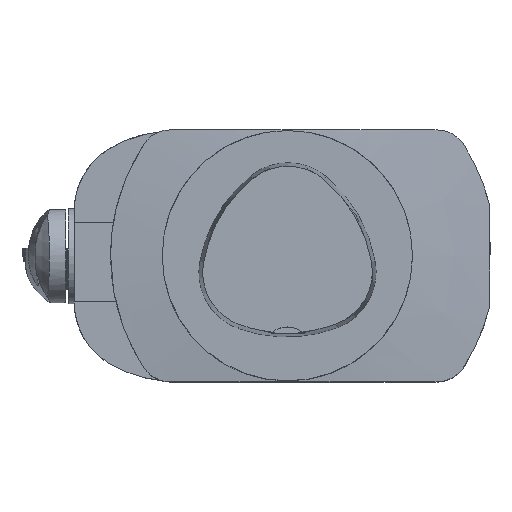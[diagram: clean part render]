
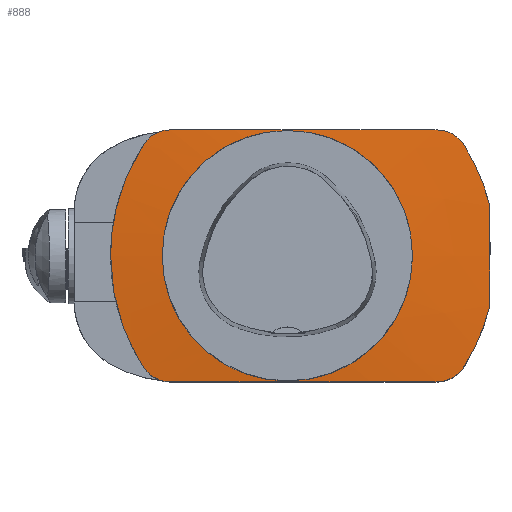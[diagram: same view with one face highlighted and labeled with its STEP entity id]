
A CAD part, top view. The second image highlights one B-rep face of the part: STEP entity #888.
In plain terms, the highlighted conical face has half-angle 85 degrees and reference radius 31.5 mm.
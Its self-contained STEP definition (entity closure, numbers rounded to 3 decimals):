
#309=B_SPLINE_CURVE_WITH_KNOTS('',3,(#11094,#11095,#11096,#11097,#11098,
#11099),.UNSPECIFIED.,.F.,.F.,(4,2,4),(0.,0.5,1.),.UNSPECIFIED.);
#310=B_SPLINE_CURVE_WITH_KNOTS('',3,(#11119,#11120,#11121,#11122,#11123,
#11124,#11125,#11126,#11127,#11128),.UNSPECIFIED.,.F.,.F.,(4,2,2,2,4),(0.,
0.25,0.5,0.75,1.),.UNSPECIFIED.);
#313=B_SPLINE_CURVE_WITH_KNOTS('',3,(#11173,#11174,#11175,#11176),
 .UNSPECIFIED.,.F.,.F.,(4,4),(0.,1.),.UNSPECIFIED.);
#314=B_SPLINE_CURVE_WITH_KNOTS('',3,(#11177,#11178,#11179,#11180),
 .UNSPECIFIED.,.F.,.F.,(4,4),(0.,1.),.UNSPECIFIED.);
#315=B_SPLINE_CURVE_WITH_KNOTS('',3,(#11182,#11183,#11184,#11185,#11186,
#11187),.UNSPECIFIED.,.F.,.F.,(4,2,4),(0.,0.5,1.),.UNSPECIFIED.);
#316=B_SPLINE_CURVE_WITH_KNOTS('',3,(#11189,#11190,#11191,#11192),
 .UNSPECIFIED.,.F.,.F.,(4,4),(0.,1.),.UNSPECIFIED.);
#317=B_SPLINE_CURVE_WITH_KNOTS('',3,(#11193,#11194,#11195,#11196),
 .UNSPECIFIED.,.F.,.F.,(4,4),(0.,1.),.UNSPECIFIED.);
#318=B_SPLINE_CURVE_WITH_KNOTS('',3,(#11197,#11198,#11199,#11200),
 .UNSPECIFIED.,.F.,.F.,(4,4),(0.,1.),.UNSPECIFIED.);
#619=CONICAL_SURFACE('',#8135,31.5,85.);
#739=FACE_BOUND('',#2065,.T.);
#740=FACE_BOUND('',#2066,.T.);
#888=ADVANCED_FACE('',(#739,#740),#619,.T.);
#2065=EDGE_LOOP('',(#2915));
#2066=EDGE_LOOP('',(#2916,#2917,#2918,#2919,#2920,#2921,#2922,#2923,#2924,
#2925));
#2565=CIRCLE('',#8103,31.5);
#2574=CIRCLE('',#8130,52.5);
#2576=CIRCLE('',#8133,52.5);
#2915=ORIENTED_EDGE('',*,*,#5821,.T.);
#2916=ORIENTED_EDGE('',*,*,#5878,.F.);
#2917=ORIENTED_EDGE('',*,*,#5876,.F.);
#2918=ORIENTED_EDGE('',*,*,#5879,.T.);
#2919=ORIENTED_EDGE('',*,*,#5880,.F.);
#2920=ORIENTED_EDGE('',*,*,#5881,.T.);
#2921=ORIENTED_EDGE('',*,*,#5861,.T.);
#2922=ORIENTED_EDGE('',*,*,#5882,.T.);
#2923=ORIENTED_EDGE('',*,*,#5850,.F.);
#2924=ORIENTED_EDGE('',*,*,#5883,.T.);
#2925=ORIENTED_EDGE('',*,*,#5872,.F.);
#5053=VERTEX_POINT('',#11037);
#5079=VERTEX_POINT('',#11093);
#5080=VERTEX_POINT('',#11100);
#5084=VERTEX_POINT('',#11118);
#5085=VERTEX_POINT('',#11129);
#5091=VERTEX_POINT('',#11154);
#5094=VERTEX_POINT('',#11160);
#5097=VERTEX_POINT('',#11168);
#5098=VERTEX_POINT('',#11170);
#5099=VERTEX_POINT('',#11181);
#5100=VERTEX_POINT('',#11188);
#5821=EDGE_CURVE('',#5053,#5053,#2565,.T.);
#5850=EDGE_CURVE('',#5079,#5080,#309,.T.);
#5861=EDGE_CURVE('',#5085,#5084,#310,.T.);
#5872=EDGE_CURVE('',#5094,#5091,#2574,.T.);
#5876=EDGE_CURVE('',#5097,#5098,#2576,.T.);
#5878=EDGE_CURVE('',#5098,#5094,#313,.T.);
#5879=EDGE_CURVE('',#5097,#5099,#314,.T.);
#5880=EDGE_CURVE('',#5100,#5099,#315,.T.);
#5881=EDGE_CURVE('',#5100,#5085,#316,.T.);
#5882=EDGE_CURVE('',#5084,#5080,#317,.T.);
#5883=EDGE_CURVE('',#5079,#5091,#318,.T.);
#8103=AXIS2_PLACEMENT_3D('',#11036,#8942,#8943);
#8130=AXIS2_PLACEMENT_3D('',#11161,#9024,#9025);
#8133=AXIS2_PLACEMENT_3D('',#11169,#9032,#9033);
#8135=AXIS2_PLACEMENT_3D('',#11201,#9037,#9038);
#8942=DIRECTION('',(0.,0.,-1.));
#8943=DIRECTION('',(-1.,0.,0.));
#9024=DIRECTION('',(0.,0.,-1.));
#9025=DIRECTION('',(-1.,0.,0.));
#9032=DIRECTION('',(0.,0.,-1.));
#9033=DIRECTION('',(-1.,0.,0.));
#9037=DIRECTION('',(0.,0.,-1.));
#9038=DIRECTION('',(-1.,0.,0.));
#11036=CARTESIAN_POINT('',(0.,0.,-22.1));
#11037=CARTESIAN_POINT('',(-31.5,0.,-22.1));
#11093=CARTESIAN_POINT('',(37.664,-31.7,-23.651));
#11094=CARTESIAN_POINT('',(37.664,-31.7,-23.651));
#11095=CARTESIAN_POINT('',(26.49,-31.7,-22.903));
#11096=CARTESIAN_POINT('',(15.312,-31.7,-22.267));
#11097=CARTESIAN_POINT('',(-7.079,-31.7,-22.015));
#11098=CARTESIAN_POINT('',(-18.295,-31.7,-22.465));
#11099=CARTESIAN_POINT('',(-29.477,-31.7,-23.131));
#11100=CARTESIAN_POINT('',(-29.477,-31.7,-23.131));
#11118=CARTESIAN_POINT('',(-36.185,-28.059,-23.35));
#11119=CARTESIAN_POINT('',(-36.185,28.059,-23.35));
#11120=CARTESIAN_POINT('',(-38.876,23.917,-23.314));
#11121=CARTESIAN_POINT('',(-40.967,19.393,-23.286));
#11122=CARTESIAN_POINT('',(-43.789,9.871,-23.247));
#11123=CARTESIAN_POINT('',(-44.499,4.999,-23.237));
#11124=CARTESIAN_POINT('',(-44.501,-4.97,-23.237));
#11125=CARTESIAN_POINT('',(-43.789,-9.863,-23.247));
#11126=CARTESIAN_POINT('',(-40.979,-19.36,-23.286));
#11127=CARTESIAN_POINT('',(-38.879,-23.912,-23.314));
#11128=CARTESIAN_POINT('',(-36.185,-28.059,-23.35));
#11129=CARTESIAN_POINT('',(-36.185,28.059,-23.35));
#11154=CARTESIAN_POINT('',(44.435,-27.961,-23.937));
#11160=CARTESIAN_POINT('',(51.,-12.46,-23.937));
#11161=CARTESIAN_POINT('',(0.,0.,-23.937));
#11168=CARTESIAN_POINT('',(44.435,27.961,-23.937));
#11169=CARTESIAN_POINT('',(0.,0.,-23.937));
#11170=CARTESIAN_POINT('',(51.,12.46,-23.937));
#11173=CARTESIAN_POINT('',(51.,12.46,-23.937));
#11174=CARTESIAN_POINT('',(51.,4.157,-23.765));
#11175=CARTESIAN_POINT('',(51.,-4.153,-23.765));
#11176=CARTESIAN_POINT('',(51.,-12.46,-23.937));
#11177=CARTESIAN_POINT('',(44.435,27.961,-23.937));
#11178=CARTESIAN_POINT('',(42.987,30.262,-23.937));
#11179=CARTESIAN_POINT('',(40.377,31.7,-23.833));
#11180=CARTESIAN_POINT('',(37.664,31.7,-23.651));
#11181=CARTESIAN_POINT('',(37.664,31.7,-23.651));
#11182=CARTESIAN_POINT('',(-29.477,31.7,-23.131));
#11183=CARTESIAN_POINT('',(-18.295,31.7,-22.465));
#11184=CARTESIAN_POINT('',(-7.079,31.7,-22.015));
#11185=CARTESIAN_POINT('',(15.312,31.7,-22.267));
#11186=CARTESIAN_POINT('',(26.49,31.7,-22.903));
#11187=CARTESIAN_POINT('',(37.664,31.7,-23.651));
#11188=CARTESIAN_POINT('',(-29.477,31.7,-23.131));
#11189=CARTESIAN_POINT('',(-29.477,31.7,-23.131));
#11190=CARTESIAN_POINT('',(-32.151,31.7,-23.291));
#11191=CARTESIAN_POINT('',(-34.726,30.305,-23.37));
#11192=CARTESIAN_POINT('',(-36.185,28.059,-23.35));
#11193=CARTESIAN_POINT('',(-36.185,-28.059,-23.35));
#11194=CARTESIAN_POINT('',(-34.726,-30.305,-23.37));
#11195=CARTESIAN_POINT('',(-32.151,-31.7,-23.291));
#11196=CARTESIAN_POINT('',(-29.477,-31.7,-23.131));
#11197=CARTESIAN_POINT('',(37.664,-31.7,-23.651));
#11198=CARTESIAN_POINT('',(40.377,-31.7,-23.833));
#11199=CARTESIAN_POINT('',(42.987,-30.262,-23.937));
#11200=CARTESIAN_POINT('',(44.435,-27.961,-23.937));
#11201=CARTESIAN_POINT('',(0.,0.,-22.1));
